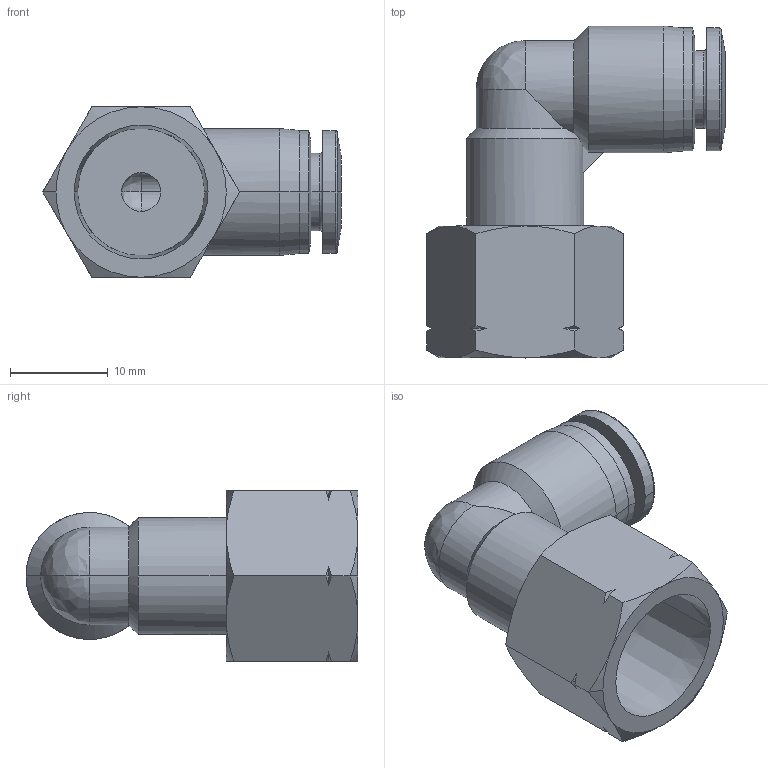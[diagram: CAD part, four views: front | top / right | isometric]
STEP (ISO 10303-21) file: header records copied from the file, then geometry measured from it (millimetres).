
FILE_DESCRIPTION (( 'STEP AP214' ), '1' );
FILE_NAME ('FE14-14N.step', '2016-02-24T20:33:12', ( '' ), ( '' ), 'SwSTEP 2.0', 'SolidWorks 2015', '' );
FILE_SCHEMA (( 'AUTOMOTIVE_DESIGN' ));
Length unit declared in the file: inch
Products named in the file (1): FE14-14N
Bounding box: 30.58 x 34 x 17.46 mm (x, y, z)
Volume: 4829.6 mm3; surface area: 3729.8 mm2
Topology: 1 solids, 1 shells, 86 faces, 211 edges, 127 vertices
Faces by surface type: cone 41, cylinder 20, plane 15, bspline 8, torus 2
Entity records: 3857 total; most frequent: CARTESIAN_POINT 785, ORIENTED_EDGE 414, DIRECTION 393, EDGE_CURVE 207, AXIS2_PLACEMENT_3D 171, VERTEX_POINT 127, EDGE_LOOP 92, CIRCLE 92
